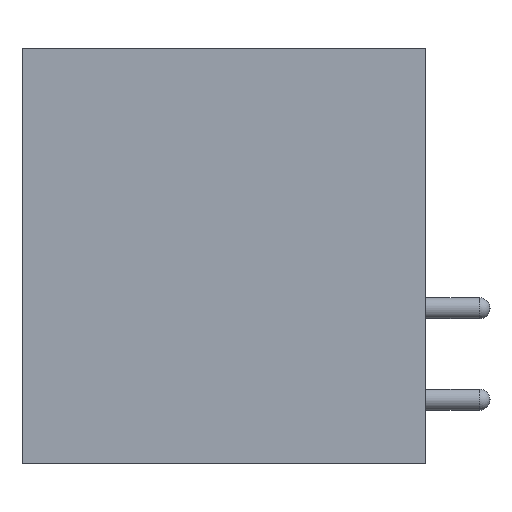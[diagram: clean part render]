
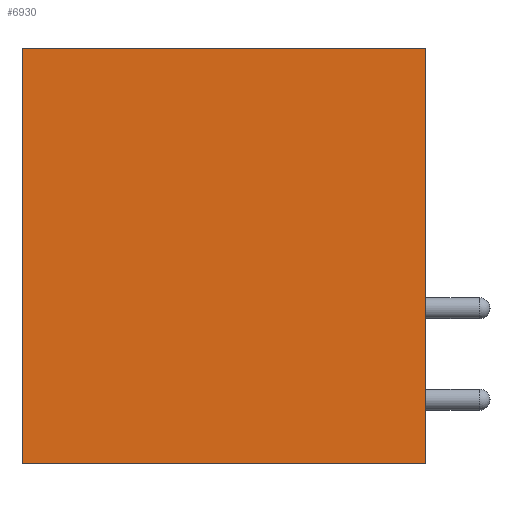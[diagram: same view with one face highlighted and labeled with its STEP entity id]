
A CAD part, left-side view. The second image highlights one B-rep face of the part: STEP entity #6930.
In plain terms, the highlighted planar face has unit normal (-1, 0, 0).
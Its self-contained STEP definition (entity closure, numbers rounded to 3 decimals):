
#6891 = CARTESIAN_POINT ( 'NONE',  ( -26.52, 0., -3.41 ) ) ;
#6892 = VERTEX_POINT ( 'NONE', #6891 ) ;
#6893 = CARTESIAN_POINT ( 'NONE',  ( -26.52, 0., 9.5 ) ) ;
#6894 = VERTEX_POINT ( 'NONE', #6893 ) ;
#6895 = CARTESIAN_POINT ( 'NONE',  ( -26.52, 0., -3.41 ) ) ;
#6896 = DIRECTION ( 'NONE',  ( 0., 0., 1. ) ) ;
#6897 = VECTOR ( 'NONE', #6896, 1000. ) ;
#6898 = LINE ( 'NONE', #6895, #6897 ) ;
#6899 = EDGE_CURVE ( 'NONE', #6892, #6894, #6898, .T. ) ;
#6900 = ORIENTED_EDGE ( 'NONE', *, *, #6899, .T. ) ;
#6901 = CARTESIAN_POINT ( 'NONE',  ( -26.52, 12.55, 9.5 ) ) ;
#6902 = VERTEX_POINT ( 'NONE', #6901 ) ;
#6903 = CARTESIAN_POINT ( 'NONE',  ( -26.52, 12.55, 9.5 ) ) ;
#6904 = DIRECTION ( 'NONE',  ( 0., -1., 0. ) ) ;
#6905 = VECTOR ( 'NONE', #6904, 1000. ) ;
#6906 = LINE ( 'NONE', #6903, #6905 ) ;
#6907 = EDGE_CURVE ( 'NONE', #6902, #6894, #6906, .T. ) ;
#6908 = ORIENTED_EDGE ( 'NONE', *, *, #6907, .F. ) ;
#6909 = CARTESIAN_POINT ( 'NONE',  ( -26.52, 12.55, -3.41 ) ) ;
#6910 = VERTEX_POINT ( 'NONE', #6909 ) ;
#6911 = CARTESIAN_POINT ( 'NONE',  ( -26.52, 12.55, -3.41 ) ) ;
#6912 = DIRECTION ( 'NONE',  ( 0., 0., 1. ) ) ;
#6913 = VECTOR ( 'NONE', #6912, 1000. ) ;
#6914 = LINE ( 'NONE', #6911, #6913 ) ;
#6915 = EDGE_CURVE ( 'NONE', #6910, #6902, #6914, .T. ) ;
#6916 = ORIENTED_EDGE ( 'NONE', *, *, #6915, .F. ) ;
#6917 = CARTESIAN_POINT ( 'NONE',  ( -26.52, 12.55, -3.41 ) ) ;
#6918 = DIRECTION ( 'NONE',  ( 0., -1., 0. ) ) ;
#6919 = VECTOR ( 'NONE', #6918, 1000. ) ;
#6920 = LINE ( 'NONE', #6917, #6919 ) ;
#6921 = EDGE_CURVE ( 'NONE', #6910, #6892, #6920, .T. ) ;
#6922 = ORIENTED_EDGE ( 'NONE', *, *, #6921, .T. ) ;
#6923 = EDGE_LOOP ( 'NONE', ( #6900, #6908, #6916, #6922 ) ) ;
#6924 = FACE_OUTER_BOUND ( 'NONE', #6923, .T. ) ;
#6925 = CARTESIAN_POINT ( 'NONE',  ( -26.52, 12.55, -3.41 ) ) ;
#6926 = DIRECTION ( 'NONE',  ( 1., 0., 0. ) ) ;
#6927 = DIRECTION ( 'NONE',  ( 0., 0., -1. ) ) ;
#6928 = AXIS2_PLACEMENT_3D ( 'NONE', #6925, #6926, #6927 ) ;
#6929 = PLANE ( 'NONE', #6928 ) ;
#6930 = ADVANCED_FACE ( 'NONE', ( #6924 ), #6929, .F. ) ;
